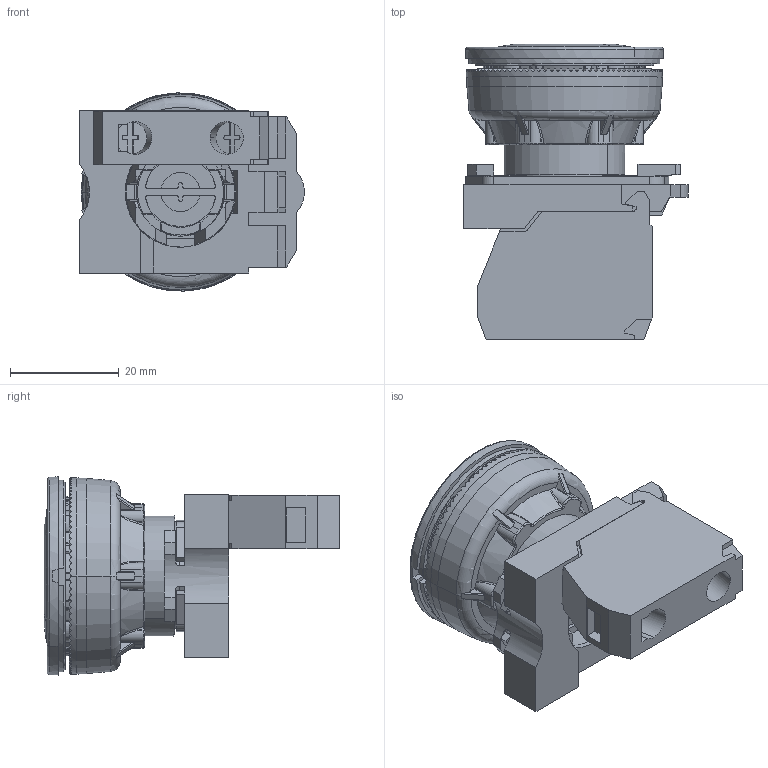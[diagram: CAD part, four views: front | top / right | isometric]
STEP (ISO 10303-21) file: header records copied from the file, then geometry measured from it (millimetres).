
FILE_DESCRIPTION(('STEP AP242'),'1');
FILE_NAME('xb5fa11.stp','2021-08-17T20:33:38',('TraceParts'),('TraceParts S.A.'),'Spatial InterOp 3D',' ',' ');
FILE_SCHEMA(('AP242_MANAGED_MODEL_BASED_3D_ENGINEERING_MIM_LF {1 0 10303 442 1 1 4}'));
Length unit declared in the file: millimetre
Products named in the file (1): xb5fa11_1
Bounding box: 41.23 x 54.27 x 36.39 mm (x, y, z)
Volume: 27394.1 mm3; surface area: 18084.3 mm2
Topology: 5 solids, 5 shells, 1674 faces, 4803 edges, 3103 vertices
Faces by surface type: plane 791, cylinder 565, torus 123, bspline 87, cone 81, extrusion 19, sphere 6, revolution 2
Entity records: 61303 total; most frequent: CARTESIAN_POINT 19006, ORIENTED_EDGE 9538, DIRECTION 8246, EDGE_CURVE 4769, VERTEX_POINT 3103, AXIS2_PLACEMENT_3D 3090, VECTOR 2064, LINE 2045
